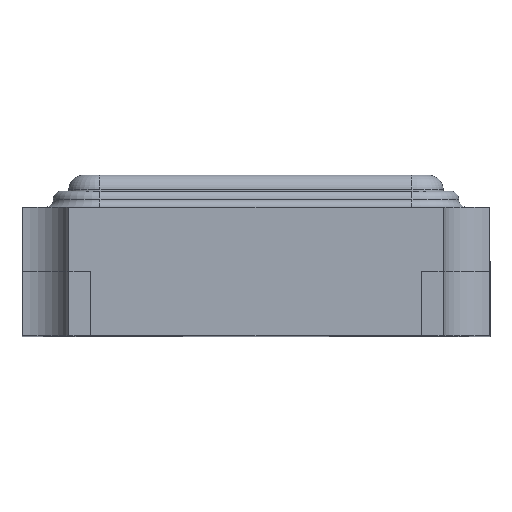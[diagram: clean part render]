
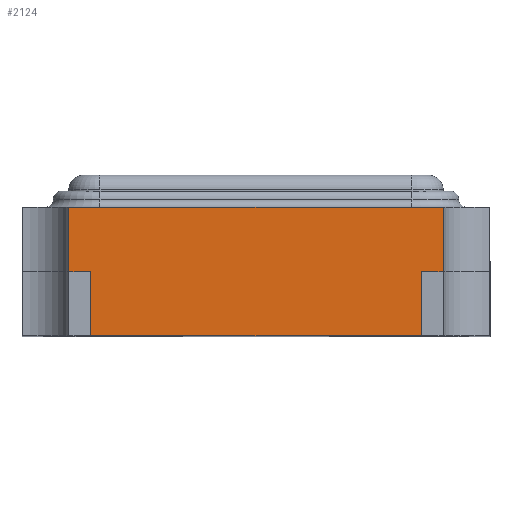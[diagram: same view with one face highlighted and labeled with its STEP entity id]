
A CAD part, top view. The second image highlights one B-rep face of the part: STEP entity #2124.
In plain terms, the highlighted planar face has unit normal (0, 0, 1).
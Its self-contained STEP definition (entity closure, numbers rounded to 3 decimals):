
#136 = LINE ( 'NONE', #1024, #2533 ) ;
#238 = VERTEX_POINT ( 'NONE', #1637 ) ;
#331 = CARTESIAN_POINT ( 'NONE',  ( -0.565, 0.22, 1. ) ) ;
#395 = VECTOR ( 'NONE', #1140, 1000. ) ;
#600 = CARTESIAN_POINT ( 'NONE',  ( 0.64, 0.44, 1. ) ) ;
#759 = ORIENTED_EDGE ( 'NONE', *, *, #2640, .T. ) ;
#830 = CARTESIAN_POINT ( 'NONE',  ( -0.8, 0., 1. ) ) ;
#889 = DIRECTION ( 'NONE',  ( 0., 1., 0. ) ) ;
#900 = VECTOR ( 'NONE', #3431, 1000. ) ;
#982 = EDGE_CURVE ( 'NONE', #3672, #3069, #1193, .T. ) ;
#985 = EDGE_CURVE ( 'NONE', #3347, #238, #3293, .T. ) ;
#1004 = DIRECTION ( 'NONE',  ( 1., 0., 0. ) ) ;
#1024 = CARTESIAN_POINT ( 'NONE',  ( -0.8, 0.44, 1. ) ) ;
#1124 = CARTESIAN_POINT ( 'NONE',  ( 0.64, 0.22, 1. ) ) ;
#1140 = DIRECTION ( 'NONE',  ( 0., -1., 0. ) ) ;
#1193 = LINE ( 'NONE', #2400, #3169 ) ;
#1391 = CARTESIAN_POINT ( 'NONE',  ( -0.64, 0.44, 1. ) ) ;
#1515 = EDGE_CURVE ( 'NONE', #3864, #3842, #3287, .T. ) ;
#1637 = CARTESIAN_POINT ( 'NONE',  ( 0.64, 0.22, 1. ) ) ;
#1688 = LINE ( 'NONE', #1124, #900 ) ;
#1720 = VECTOR ( 'NONE', #3301, 1000. ) ;
#1721 = VECTOR ( 'NONE', #2829, 1000. ) ;
#1728 = CARTESIAN_POINT ( 'NONE',  ( 0.565, 0., 1. ) ) ;
#1814 = EDGE_CURVE ( 'NONE', #1966, #2812, #2619, .T. ) ;
#1966 = VERTEX_POINT ( 'NONE', #2060 ) ;
#1970 = ORIENTED_EDGE ( 'NONE', *, *, #1515, .T. ) ;
#2007 = CARTESIAN_POINT ( 'NONE',  ( -0.64, 0.22, 1. ) ) ;
#2056 = LINE ( 'NONE', #830, #3556 ) ;
#2060 = CARTESIAN_POINT ( 'NONE',  ( 0.565, 0.22, 1. ) ) ;
#2088 = ORIENTED_EDGE ( 'NONE', *, *, #3883, .F. ) ;
#2097 = VECTOR ( 'NONE', #2123, 1000. ) ;
#2123 = DIRECTION ( 'NONE',  ( 0., -1., 0. ) ) ;
#2124 = ADVANCED_FACE ( 'NONE', ( #2854 ), #3159, .F. ) ;
#2385 = ORIENTED_EDGE ( 'NONE', *, *, #3070, .F. ) ;
#2400 = CARTESIAN_POINT ( 'NONE',  ( -0.64, 0.44, 1. ) ) ;
#2533 = VECTOR ( 'NONE', #1004, 1000. ) ;
#2581 = CARTESIAN_POINT ( 'NONE',  ( -0.8, 3.001, 1. ) ) ;
#2602 = CARTESIAN_POINT ( 'NONE',  ( -0.64, 0.22, 1. ) ) ;
#2619 = LINE ( 'NONE', #3863, #395 ) ;
#2640 = EDGE_CURVE ( 'NONE', #3842, #2812, #2056, .T. ) ;
#2812 = VERTEX_POINT ( 'NONE', #1728 ) ;
#2829 = DIRECTION ( 'NONE',  ( 0., -1., 0. ) ) ;
#2854 = FACE_OUTER_BOUND ( 'NONE', #3708, .T. ) ;
#2874 = DIRECTION ( 'NONE',  ( -1., 0., 0. ) ) ;
#2935 = DIRECTION ( 'NONE',  ( 1., 0., 0. ) ) ;
#2997 = ORIENTED_EDGE ( 'NONE', *, *, #1814, .F. ) ;
#3000 = CARTESIAN_POINT ( 'NONE',  ( -0.565, 1.071, 1. ) ) ;
#3069 = VERTEX_POINT ( 'NONE', #1391 ) ;
#3070 = EDGE_CURVE ( 'NONE', #238, #1966, #1688, .T. ) ;
#3159 = PLANE ( 'NONE',  #3621 ) ;
#3169 = VECTOR ( 'NONE', #889, 1000. ) ;
#3287 = LINE ( 'NONE', #3000, #2097 ) ;
#3293 = LINE ( 'NONE', #600, #1721 ) ;
#3301 = DIRECTION ( 'NONE',  ( -1., 0., 0. ) ) ;
#3321 = CARTESIAN_POINT ( 'NONE',  ( -0.565, 0., 1. ) ) ;
#3347 = VERTEX_POINT ( 'NONE', #3858 ) ;
#3419 = DIRECTION ( 'NONE',  ( 0., 0., -1. ) ) ;
#3431 = DIRECTION ( 'NONE',  ( -1., 0., 0. ) ) ;
#3508 = ORIENTED_EDGE ( 'NONE', *, *, #3726, .F. ) ;
#3556 = VECTOR ( 'NONE', #2935, 1000. ) ;
#3563 = ORIENTED_EDGE ( 'NONE', *, *, #985, .F. ) ;
#3621 = AXIS2_PLACEMENT_3D ( 'NONE', #2581, #3419, #2874 ) ;
#3672 = VERTEX_POINT ( 'NONE', #2602 ) ;
#3708 = EDGE_LOOP ( 'NONE', ( #3886, #3508, #1970, #759, #2997, #2385, #3563, #2088 ) ) ;
#3726 = EDGE_CURVE ( 'NONE', #3864, #3672, #3845, .T. ) ;
#3842 = VERTEX_POINT ( 'NONE', #3321 ) ;
#3845 = LINE ( 'NONE', #2007, #1720 ) ;
#3858 = CARTESIAN_POINT ( 'NONE',  ( 0.64, 0.44, 1. ) ) ;
#3863 = CARTESIAN_POINT ( 'NONE',  ( 0.565, 1.071, 1. ) ) ;
#3864 = VERTEX_POINT ( 'NONE', #331 ) ;
#3883 = EDGE_CURVE ( 'NONE', #3069, #3347, #136, .T. ) ;
#3886 = ORIENTED_EDGE ( 'NONE', *, *, #982, .F. ) ;
